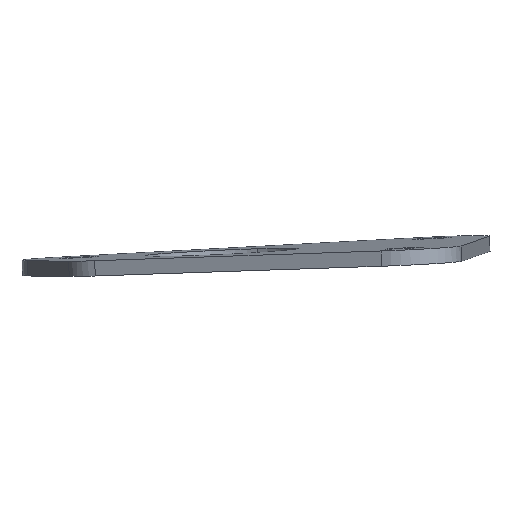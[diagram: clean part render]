
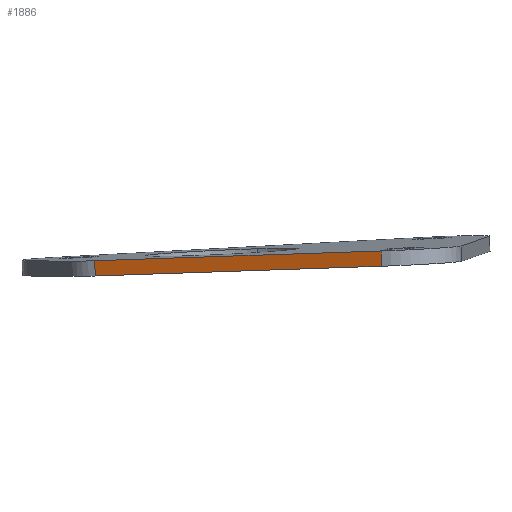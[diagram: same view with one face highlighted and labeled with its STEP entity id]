
A CAD part, front view. The second image highlights one B-rep face of the part: STEP entity #1886.
In plain terms, the highlighted planar face has unit normal (-0.397, -0.917, -0.044).
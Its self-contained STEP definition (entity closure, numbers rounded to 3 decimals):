
#24 = VERTEX_POINT('',#25);
#25 = CARTESIAN_POINT('',(-45.134,-23.647,
    -4.734));
#33 = PLANE('',#34);
#34 = AXIS2_PLACEMENT_3D('',#35,#36,#37);
#35 = CARTESIAN_POINT('',(344.988,-529.716,
    -0.72));
#36 = DIRECTION('',(0.046,0.028,-0.999
    ));
#37 = DIRECTION('',(-0.485,-0.873,-0.046)
  );
#49 = CYLINDRICAL_SURFACE('',#50,13.5);
#50 = AXIS2_PLACEMENT_3D('',#51,#52,#53);
#51 = CARTESIAN_POINT('',(-39.866,-11.326,
    -2.149));
#52 = DIRECTION('',(-0.046,-0.028,
    0.999));
#53 = DIRECTION('',(-0.903,-0.426,-0.053)
  );
#83 = EDGE_CURVE('',#24,#84,#86,.T.);
#84 = VERTEX_POINT('',#85);
#85 = CARTESIAN_POINT('',(29.992,-56.305,
    -2.174));
#86 = SURFACE_CURVE('',#87,(#91,#98),.PCURVE_S1.);
#87 = LINE('',#88,#89);
#88 = CARTESIAN_POINT('',(-45.134,-23.647,
    -4.734));
#89 = VECTOR('',#90,1.);
#90 = DIRECTION('',(0.917,-0.398,0.031));
#91 = PCURVE('',#33,#92);
#92 = DEFINITIONAL_REPRESENTATION('',(#93),#97);
#93 = LINE('',#94,#95);
#94 = CARTESIAN_POINT('',(-252.749,586.887));
#95 = VECTOR('',#96,1.);
#96 = DIRECTION('',(-0.098,-0.995));
#97 = ( GEOMETRIC_REPRESENTATION_CONTEXT(2) 
PARAMETRIC_REPRESENTATION_CONTEXT() REPRESENTATION_CONTEXT('2D SPACE',''
  ) );
#98 = PCURVE('',#99,#104);
#99 = PLANE('',#100);
#100 = AXIS2_PLACEMENT_3D('',#101,#102,#103);
#101 = CARTESIAN_POINT('',(-7.663,-40.031,
    -1.457));
#102 = DIRECTION('',(-0.397,-0.917,-0.044
    ));
#103 = DIRECTION('',(0.917,-0.398,0.031));
#104 = DEFINITIONAL_REPRESENTATION('',(#105),#109);
#105 = LINE('',#106,#107);
#106 = CARTESIAN_POINT('',(-40.979,-2.));
#107 = VECTOR('',#108,1.);
#108 = DIRECTION('',(1.,0.));
#109 = ( GEOMETRIC_REPRESENTATION_CONTEXT(2) 
PARAMETRIC_REPRESENTATION_CONTEXT() REPRESENTATION_CONTEXT('2D SPACE',''
  ) );
#132 = CYLINDRICAL_SURFACE('',#133,15.);
#133 = AXIS2_PLACEMENT_3D('',#134,#135,#136);
#134 = CARTESIAN_POINT('',(35.856,-42.608,0.477
    ));
#135 = DIRECTION('',(-0.046,-0.028,
    0.999));
#136 = DIRECTION('',(-0.397,-0.917,-0.044
    ));
#853 = EDGE_CURVE('',#854,#24,#856,.T.);
#854 = VERTEX_POINT('',#855);
#855 = CARTESIAN_POINT('',(-45.318,-23.757,
    -0.74));
#856 = SURFACE_CURVE('',#857,(#861,#890),.PCURVE_S1.);
#857 = LINE('',#858,#859);
#858 = CARTESIAN_POINT('',(-45.318,-23.757,
    -0.74));
#859 = VECTOR('',#860,1.);
#860 = DIRECTION('',(0.046,0.028,
    -0.999));
#861 = PCURVE('',#49,#862);
#862 = DEFINITIONAL_REPRESENTATION('',(#863),#889);
#863 = B_SPLINE_CURVE_WITH_KNOTS('',3,(#864,#865,#866,#867,#868,#869,
    #870,#871,#872,#873,#874,#875,#876,#877,#878,#879,#880,#881,#882,
    #883,#884,#885,#886,#887,#888),.UNSPECIFIED.,.F.,.F.,(4,1,1,1,1,1,1,
    1,1,1,1,1,1,1,1,1,1,1,1,1,1,1,4),(0.,0.182,
    0.364,0.545,0.727,0.909,
    1.091,1.273,1.455,1.636,
    1.818,2.,2.182,2.364,
    2.545,2.727,2.909,3.091,
    3.273,3.455,3.636,3.818,
    4.),.QUASI_UNIFORM_KNOTS.);
#864 = CARTESIAN_POINT('',(0.72,2.));
#865 = CARTESIAN_POINT('',(0.72,1.939));
#866 = CARTESIAN_POINT('',(0.72,1.818));
#867 = CARTESIAN_POINT('',(0.72,1.636));
#868 = CARTESIAN_POINT('',(0.72,1.455));
#869 = CARTESIAN_POINT('',(0.72,1.273));
#870 = CARTESIAN_POINT('',(0.72,1.091));
#871 = CARTESIAN_POINT('',(0.72,0.909));
#872 = CARTESIAN_POINT('',(0.72,0.727));
#873 = CARTESIAN_POINT('',(0.72,0.545));
#874 = CARTESIAN_POINT('',(0.72,0.364));
#875 = CARTESIAN_POINT('',(0.72,0.182));
#876 = CARTESIAN_POINT('',(0.72,0.));
#877 = CARTESIAN_POINT('',(0.72,-0.182));
#878 = CARTESIAN_POINT('',(0.72,-0.364));
#879 = CARTESIAN_POINT('',(0.72,-0.545));
#880 = CARTESIAN_POINT('',(0.72,-0.727));
#881 = CARTESIAN_POINT('',(0.72,-0.909));
#882 = CARTESIAN_POINT('',(0.72,-1.091));
#883 = CARTESIAN_POINT('',(0.72,-1.273));
#884 = CARTESIAN_POINT('',(0.72,-1.455));
#885 = CARTESIAN_POINT('',(0.72,-1.636));
#886 = CARTESIAN_POINT('',(0.72,-1.818));
#887 = CARTESIAN_POINT('',(0.72,-1.939));
#888 = CARTESIAN_POINT('',(0.72,-2.));
#889 = ( GEOMETRIC_REPRESENTATION_CONTEXT(2) 
PARAMETRIC_REPRESENTATION_CONTEXT() REPRESENTATION_CONTEXT('2D SPACE',''
  ) );
#890 = PCURVE('',#99,#891);
#891 = DEFINITIONAL_REPRESENTATION('',(#892),#896);
#892 = LINE('',#893,#894);
#893 = CARTESIAN_POINT('',(-40.979,2.));
#894 = VECTOR('',#895,1.);
#895 = DIRECTION('',(0.,-1.));
#896 = ( GEOMETRIC_REPRESENTATION_CONTEXT(2) 
PARAMETRIC_REPRESENTATION_CONTEXT() REPRESENTATION_CONTEXT('2D SPACE',''
  ) );
#935 = PLANE('',#936);
#936 = AXIS2_PLACEMENT_3D('',#937,#938,#939);
#937 = CARTESIAN_POINT('',(344.804,-529.826,
    3.274));
#938 = DIRECTION('',(0.046,0.028,
    -0.999));
#939 = DIRECTION('',(-0.485,-0.873,-0.046)
  );
#1113 = VERTEX_POINT('',#1114);
#1114 = CARTESIAN_POINT('',(29.808,-56.415,
    1.82));
#1158 = EDGE_CURVE('',#1113,#854,#1159,.T.);
#1159 = SURFACE_CURVE('',#1160,(#1164,#1171),.PCURVE_S1.);
#1160 = LINE('',#1161,#1162);
#1161 = CARTESIAN_POINT('',(29.808,-56.415,
    1.82));
#1162 = VECTOR('',#1163,1.);
#1163 = DIRECTION('',(-0.917,0.398,-0.031)
  );
#1164 = PCURVE('',#935,#1165);
#1165 = DEFINITIONAL_REPRESENTATION('',(#1166),#1170);
#1166 = LINE('',#1167,#1168);
#1167 = CARTESIAN_POINT('',(-260.756,505.321));
#1168 = VECTOR('',#1169,1.);
#1169 = DIRECTION('',(0.098,0.995));
#1170 = ( GEOMETRIC_REPRESENTATION_CONTEXT(2) 
PARAMETRIC_REPRESENTATION_CONTEXT() REPRESENTATION_CONTEXT('2D SPACE',''
  ) );
#1171 = PCURVE('',#99,#1172);
#1172 = DEFINITIONAL_REPRESENTATION('',(#1173),#1177);
#1173 = LINE('',#1174,#1175);
#1174 = CARTESIAN_POINT('',(40.979,2.));
#1175 = VECTOR('',#1176,1.);
#1176 = DIRECTION('',(-1.,0.));
#1177 = ( GEOMETRIC_REPRESENTATION_CONTEXT(2) 
PARAMETRIC_REPRESENTATION_CONTEXT() REPRESENTATION_CONTEXT('2D SPACE',''
  ) );
#1841 = EDGE_CURVE('',#84,#1113,#1842,.T.);
#1842 = SURFACE_CURVE('',#1843,(#1847,#1876),.PCURVE_S1.);
#1843 = LINE('',#1844,#1845);
#1844 = CARTESIAN_POINT('',(29.992,-56.305,
    -2.174));
#1845 = VECTOR('',#1846,1.);
#1846 = DIRECTION('',(-0.046,-0.028,
    0.999));
#1847 = PCURVE('',#132,#1848);
#1848 = DEFINITIONAL_REPRESENTATION('',(#1849),#1875);
#1849 = B_SPLINE_CURVE_WITH_KNOTS('',3,(#1850,#1851,#1852,#1853,#1854,
    #1855,#1856,#1857,#1858,#1859,#1860,#1861,#1862,#1863,#1864,#1865,
    #1866,#1867,#1868,#1869,#1870,#1871,#1872,#1873,#1874),
  .UNSPECIFIED.,.F.,.F.,(4,1,1,1,1,1,1,1,1,1,1,1,1,1,1,1,1,1,1,1,1,1,4),
  (0.,0.182,0.364,0.545,0.727,
    0.909,1.091,1.273,1.455,
    1.636,1.818,2.,2.182,
    2.364,2.545,2.727,2.909,
    3.091,3.273,3.455,3.636,
    3.818,4.),.QUASI_UNIFORM_KNOTS.);
#1850 = CARTESIAN_POINT('',(0.,-2.));
#1851 = CARTESIAN_POINT('',(0.,-1.939));
#1852 = CARTESIAN_POINT('',(0.,-1.818));
#1853 = CARTESIAN_POINT('',(0.,-1.636));
#1854 = CARTESIAN_POINT('',(0.,-1.455));
#1855 = CARTESIAN_POINT('',(0.,-1.273));
#1856 = CARTESIAN_POINT('',(0.,-1.091));
#1857 = CARTESIAN_POINT('',(0.,-0.909));
#1858 = CARTESIAN_POINT('',(0.,-0.727));
#1859 = CARTESIAN_POINT('',(0.,-0.545));
#1860 = CARTESIAN_POINT('',(0.,-0.364));
#1861 = CARTESIAN_POINT('',(0.,-0.182));
#1862 = CARTESIAN_POINT('',(0.,0.));
#1863 = CARTESIAN_POINT('',(0.,0.182));
#1864 = CARTESIAN_POINT('',(0.,0.364));
#1865 = CARTESIAN_POINT('',(0.,0.545));
#1866 = CARTESIAN_POINT('',(0.,0.727));
#1867 = CARTESIAN_POINT('',(0.,0.909));
#1868 = CARTESIAN_POINT('',(0.,1.091));
#1869 = CARTESIAN_POINT('',(0.,1.273));
#1870 = CARTESIAN_POINT('',(0.,1.455));
#1871 = CARTESIAN_POINT('',(0.,1.636));
#1872 = CARTESIAN_POINT('',(0.,1.818));
#1873 = CARTESIAN_POINT('',(0.,1.939));
#1874 = CARTESIAN_POINT('',(0.,2.));
#1875 = ( GEOMETRIC_REPRESENTATION_CONTEXT(2) 
PARAMETRIC_REPRESENTATION_CONTEXT() REPRESENTATION_CONTEXT('2D SPACE',''
  ) );
#1876 = PCURVE('',#99,#1877);
#1877 = DEFINITIONAL_REPRESENTATION('',(#1878),#1882);
#1878 = LINE('',#1879,#1880);
#1879 = CARTESIAN_POINT('',(40.979,-2.));
#1880 = VECTOR('',#1881,1.);
#1881 = DIRECTION('',(0.,1.));
#1882 = ( GEOMETRIC_REPRESENTATION_CONTEXT(2) 
PARAMETRIC_REPRESENTATION_CONTEXT() REPRESENTATION_CONTEXT('2D SPACE',''
  ) );
#1886 = ADVANCED_FACE('',(#1887),#99,.T.);
#1887 = FACE_BOUND('',#1888,.F.);
#1888 = EDGE_LOOP('',(#1889,#1890,#1891,#1892));
#1889 = ORIENTED_EDGE('',*,*,#1158,.F.);
#1890 = ORIENTED_EDGE('',*,*,#1841,.F.);
#1891 = ORIENTED_EDGE('',*,*,#83,.F.);
#1892 = ORIENTED_EDGE('',*,*,#853,.F.);
